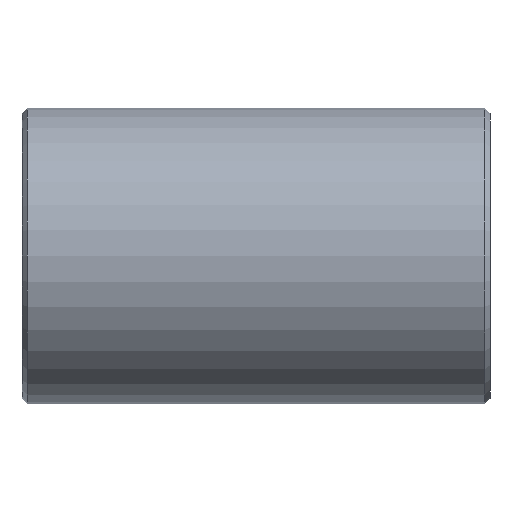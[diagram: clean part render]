
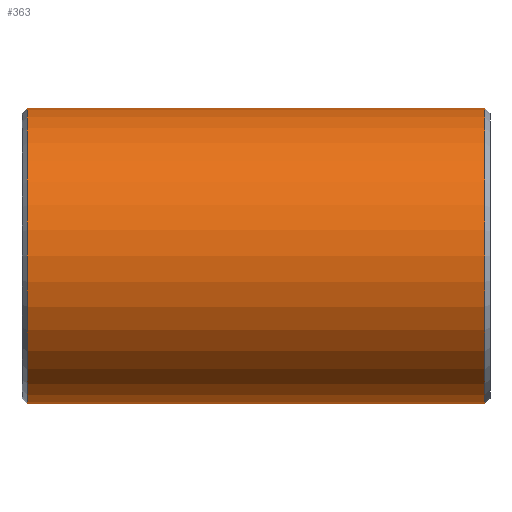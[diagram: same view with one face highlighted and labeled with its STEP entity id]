
A CAD part, front view. The second image highlights one B-rep face of the part: STEP entity #363.
In plain terms, the highlighted cylindrical face has radius 136.525 mm (diameter 273.05 mm), a partial arc.
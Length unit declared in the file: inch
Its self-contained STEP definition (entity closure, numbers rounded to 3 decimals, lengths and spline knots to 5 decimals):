
#13 = LINE ( 'NONE', #565, #560 ) ;
#18 = CARTESIAN_POINT ( 'NONE',  ( -8.302, 0., 0. ) ) ;
#21 = DIRECTION ( 'NONE',  ( -1., 0., 0. ) ) ;
#72 = CARTESIAN_POINT ( 'NONE',  ( 0., 0., 5.375 ) ) ;
#86 = CARTESIAN_POINT ( 'NONE',  ( 8.302, 0., -5.375 ) ) ;
#91 = LINE ( 'NONE', #367, #100 ) ;
#100 = VECTOR ( 'NONE', #545, 39.37008 ) ;
#101 = DIRECTION ( 'NONE',  ( -1., 0., 0. ) ) ;
#116 = ORIENTED_EDGE ( 'NONE', *, *, #382, .F. ) ;
#117 = EDGE_CURVE ( 'NONE', #572, #504, #295, .T. ) ;
#146 = EDGE_CURVE ( 'NONE', #454, #396, #91, .T. ) ;
#148 = AXIS2_PLACEMENT_3D ( 'NONE', #18, #245, #418 ) ;
#152 = DIRECTION ( 'NONE',  ( 0., 0., -1. ) ) ;
#154 = EDGE_CURVE ( 'NONE', #371, #454, #592, .T. ) ;
#190 = CARTESIAN_POINT ( 'NONE',  ( -8.302, 0., -5.375 ) ) ;
#192 = DIRECTION ( 'NONE',  ( -1., 0., 0. ) ) ;
#233 = DIRECTION ( 'NONE',  ( 0., 0., 1. ) ) ;
#234 = ORIENTED_EDGE ( 'NONE', *, *, #355, .T. ) ;
#240 = AXIS2_PLACEMENT_3D ( 'NONE', #370, #422, #233 ) ;
#245 = DIRECTION ( 'NONE',  ( 1., 0., 0. ) ) ;
#251 = CARTESIAN_POINT ( 'NONE',  ( 8.5, 0., -5.375 ) ) ;
#259 = CIRCLE ( 'NONE', #148, 5.375 ) ;
#260 = EDGE_LOOP ( 'NONE', ( #350, #430, #516, #594, #234, #116 ) ) ;
#286 = FACE_OUTER_BOUND ( 'NONE', #260, .T. ) ;
#295 = LINE ( 'NONE', #251, #306 ) ;
#306 = VECTOR ( 'NONE', #436, 39.37008 ) ;
#350 = ORIENTED_EDGE ( 'NONE', *, *, #117, .F. ) ;
#355 = EDGE_CURVE ( 'NONE', #396, #381, #259, .T. ) ;
#363 = ADVANCED_FACE ( 'NONE', ( #286 ), #470, .T. ) ;
#367 = CARTESIAN_POINT ( 'NONE',  ( 8.5, 0., 5.375 ) ) ;
#370 = CARTESIAN_POINT ( 'NONE',  ( 8.5, 0., 0. ) ) ;
#371 = VERTEX_POINT ( 'NONE', #383 ) ;
#377 = CARTESIAN_POINT ( 'NONE',  ( 8.302, 0., 0. ) ) ;
#381 = VERTEX_POINT ( 'NONE', #190 ) ;
#382 = EDGE_CURVE ( 'NONE', #504, #381, #13, .T. ) ;
#383 = CARTESIAN_POINT ( 'NONE',  ( 8.302, 0., 5.375 ) ) ;
#396 = VERTEX_POINT ( 'NONE', #571 ) ;
#418 = DIRECTION ( 'NONE',  ( 0., 0., 1. ) ) ;
#422 = DIRECTION ( 'NONE',  ( -1., 0., 0. ) ) ;
#425 = EDGE_CURVE ( 'NONE', #572, #371, #441, .T. ) ;
#427 = VECTOR ( 'NONE', #101, 39.37008 ) ;
#430 = ORIENTED_EDGE ( 'NONE', *, *, #425, .T. ) ;
#436 = DIRECTION ( 'NONE',  ( -1., 0., 0. ) ) ;
#439 = CARTESIAN_POINT ( 'NONE',  ( 0., 0., -5.375 ) ) ;
#441 = CIRCLE ( 'NONE', #509, 5.375 ) ;
#454 = VERTEX_POINT ( 'NONE', #72 ) ;
#470 = CYLINDRICAL_SURFACE ( 'NONE', #240, 5.375 ) ;
#504 = VERTEX_POINT ( 'NONE', #439 ) ;
#509 = AXIS2_PLACEMENT_3D ( 'NONE', #377, #192, #152 ) ;
#516 = ORIENTED_EDGE ( 'NONE', *, *, #154, .T. ) ;
#545 = DIRECTION ( 'NONE',  ( -1., 0., 0. ) ) ;
#548 = CARTESIAN_POINT ( 'NONE',  ( 8.5, 0., 5.375 ) ) ;
#560 = VECTOR ( 'NONE', #21, 39.37008 ) ;
#565 = CARTESIAN_POINT ( 'NONE',  ( 8.5, 0., -5.375 ) ) ;
#571 = CARTESIAN_POINT ( 'NONE',  ( -8.302, 0., 5.375 ) ) ;
#572 = VERTEX_POINT ( 'NONE', #86 ) ;
#592 = LINE ( 'NONE', #548, #427 ) ;
#594 = ORIENTED_EDGE ( 'NONE', *, *, #146, .T. ) ;
